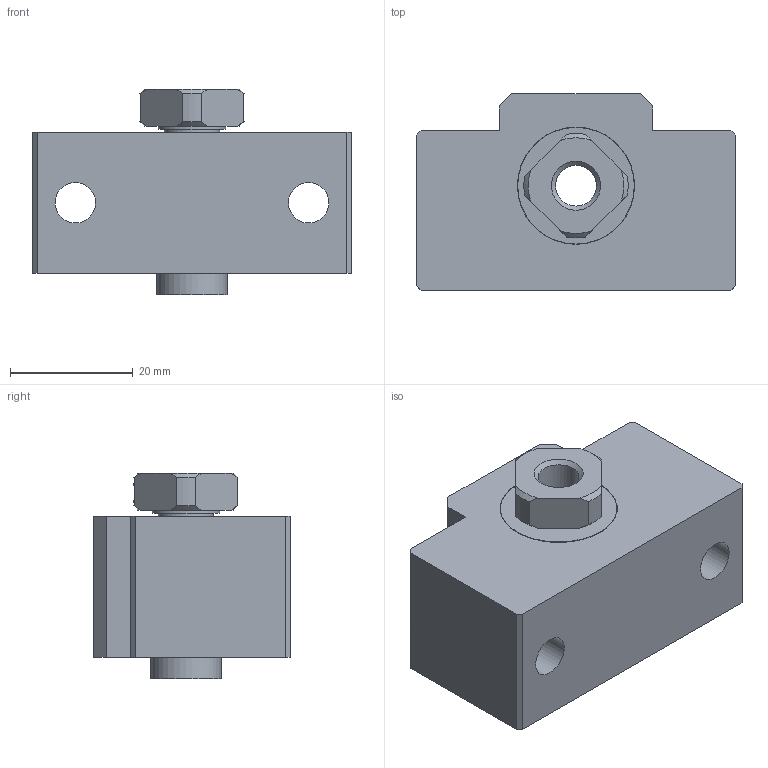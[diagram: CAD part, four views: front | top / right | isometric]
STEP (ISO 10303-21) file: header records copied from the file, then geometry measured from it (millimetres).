
FILE_DESCRIPTION( ( 'STEP AP203' ), ' ' );
FILE_NAME( 'EK_8Yes.stp', '2018-02-07T14:29:08', ( '' ), ( '' ), ' ', 'PARTsolutions', ' ' );
FILE_SCHEMA( ( 'CONFIG_CONTROL_DESIGN' ) );
Length unit declared in the file: millimetre
Products named in the file (3): EK 8Yes; _EK 8; _EK 8collar
Assembly tree (2 placements, depth 2):
  EK 8Yes
    _EK 8
    _EK 8collar
Bounding box: 52 x 32 x 33.5 mm (x, y, z)
Volume: 31145.2 mm3; surface area: 9910.3 mm2
Topology: 2 solids, 3 shells, 74 faces, 164 edges, 108 vertices
Faces by surface type: plane 42, cylinder 21, cone 10, torus 1
Full cylindrical faces by diameter (mm): 3 x2, 6.6 x2, 6.647 x1, 8 x2, 9 x1, 11 x3, 11.5 x2, 19 x2, 19.1 x2
Entity records: 2132 total; most frequent: CARTESIAN_POINT 426, DIRECTION 332, ORIENTED_EDGE 288, EDGE_CURVE 144, AXIS2_PLACEMENT_3D 128, EDGE_LOOP 114, VERTEX_POINT 108, FACE_OUTER_BOUND 92
